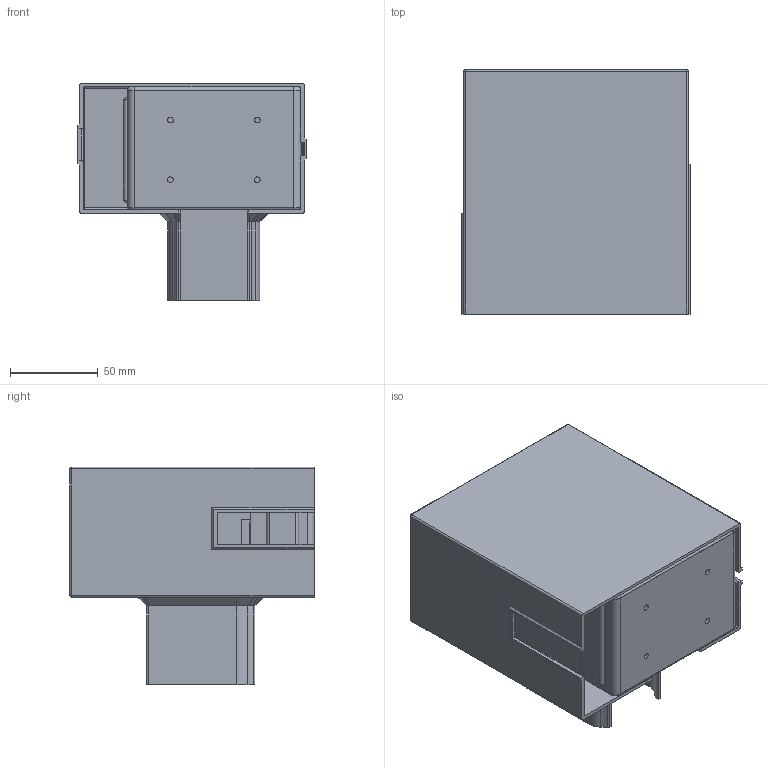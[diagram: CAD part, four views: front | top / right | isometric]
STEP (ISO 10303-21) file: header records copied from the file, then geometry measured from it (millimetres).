
FILE_DESCRIPTION(('FreeCAD Model'),'2;1');
FILE_NAME('Open CASCADE Shape Model','2025-05-19T23:36:49',('Author'),( ''),'Open CASCADE STEP processor 7.6','FreeCAD','Unknown');
FILE_SCHEMA(('AUTOMOTIVE_DESIGN { 1 0 10303 214 1 1 1 1 }'));
Length unit declared in the file: millimetre
Products named in the file (8): hq_cam_housing_rpi4_v12; CaseBody; BatterySlotCoverBody; BatteryPortsCoverBody; SidePortsCoverBody; TopPortsCoverBody; front_cover; cam_housing
Assembly tree (7 placements, depth 2):
  hq_cam_housing_rpi4_v12
    CaseBody
    BatterySlotCoverBody
    BatteryPortsCoverBody
    SidePortsCoverBody
    TopPortsCoverBody
    front_cover
    cam_housing
Bounding box: 130.05 x 139.3 x 124.1 mm (x, y, z)
Volume: 291611.7 mm3; surface area: 246732.3 mm2
Topology: 7 solids, 7 shells, 521 faces, 1344 edges, 824 vertices
Faces by surface type: cylinder 231, plane 226, bspline 20, cone 14, sphere 14, torus 12, revolution 4
Full cylindrical faces by diameter (mm): 2.5 x4, 2.8 x4, 3.3 x4, 5 x4, 6 x4, 7.95 x1, 8 x1
Entity records: 37201 total; most frequent: CARTESIAN_POINT 10894, DIRECTION 4870, LINE 2806, VECTOR 2806, ORIENTED_EDGE 2624, PCURVE 2624, DEFINITIONAL_REPRESENTATION 2624, EDGE_CURVE 1312
